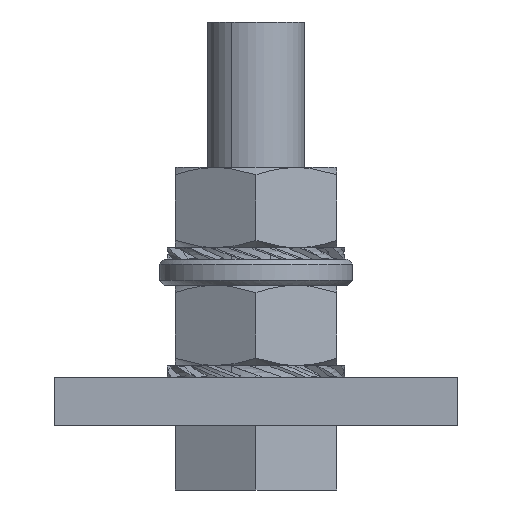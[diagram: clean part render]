
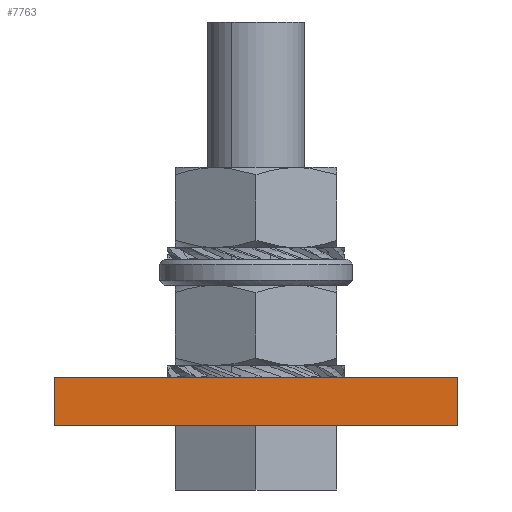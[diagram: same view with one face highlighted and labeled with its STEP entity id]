
A CAD part, left-side view. The second image highlights one B-rep face of the part: STEP entity #7763.
In plain terms, the highlighted planar face has unit normal (-1, 0, 0).
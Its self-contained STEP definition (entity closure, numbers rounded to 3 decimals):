
#19 = DIRECTION ( 'NONE',  ( 0., 0., -1. ) ) ;
#123 = VERTEX_POINT ( 'NONE', #7216 ) ;
#309 = CARTESIAN_POINT ( 'NONE',  ( -241.5, 12.5, 1.5 ) ) ;
#386 = EDGE_CURVE ( 'NONE', #1044, #3042, #7394, .T. ) ;
#469 = LINE ( 'NONE', #1798, #8117 ) ;
#531 = EDGE_CURVE ( 'NONE', #123, #1044, #678, .T. ) ;
#678 = LINE ( 'NONE', #6658, #2606 ) ;
#686 = ORIENTED_EDGE ( 'NONE', *, *, #2541, .T. ) ;
#729 = ORIENTED_EDGE ( 'NONE', *, *, #531, .F. ) ;
#932 = PLANE ( 'NONE',  #5951 ) ;
#1000 = DIRECTION ( 'NONE',  ( 0., 0., -1. ) ) ;
#1044 = VERTEX_POINT ( 'NONE', #3981 ) ;
#1214 = EDGE_LOOP ( 'NONE', ( #4319, #5792, #729, #686 ) ) ;
#1798 = CARTESIAN_POINT ( 'NONE',  ( -241.5, 12.5, -1.5 ) ) ;
#2541 = EDGE_CURVE ( 'NONE', #123, #6579, #5684, .T. ) ;
#2606 = VECTOR ( 'NONE', #5973, 1000. ) ;
#3042 = VERTEX_POINT ( 'NONE', #5676 ) ;
#3579 = CARTESIAN_POINT ( 'NONE',  ( -241.5, 12.5, 1.5 ) ) ;
#3907 = EDGE_CURVE ( 'NONE', #6579, #3042, #469, .T. ) ;
#3981 = CARTESIAN_POINT ( 'NONE',  ( -241.5, -12.5, 1.5 ) ) ;
#4297 = FACE_OUTER_BOUND ( 'NONE', #1214, .T. ) ;
#4319 = ORIENTED_EDGE ( 'NONE', *, *, #3907, .T. ) ;
#4501 = DIRECTION ( 'NONE',  ( 0., -1., 0. ) ) ;
#4634 = CARTESIAN_POINT ( 'NONE',  ( -241.5, -12.5, 1.5 ) ) ;
#5075 = DIRECTION ( 'NONE',  ( 0., 0., -1. ) ) ;
#5676 = CARTESIAN_POINT ( 'NONE',  ( -241.5, -12.5, -1.5 ) ) ;
#5684 = LINE ( 'NONE', #3579, #8394 ) ;
#5792 = ORIENTED_EDGE ( 'NONE', *, *, #386, .F. ) ;
#5810 = CARTESIAN_POINT ( 'NONE',  ( -241.5, 12.5, -1.5 ) ) ;
#5951 = AXIS2_PLACEMENT_3D ( 'NONE', #309, #6372, #5075 ) ;
#5973 = DIRECTION ( 'NONE',  ( 0., -1., 0. ) ) ;
#6372 = DIRECTION ( 'NONE',  ( 1., 0., 0. ) ) ;
#6579 = VERTEX_POINT ( 'NONE', #5810 ) ;
#6658 = CARTESIAN_POINT ( 'NONE',  ( -241.5, 12.5, 1.5 ) ) ;
#6830 = VECTOR ( 'NONE', #19, 1000. ) ;
#7216 = CARTESIAN_POINT ( 'NONE',  ( -241.5, 12.5, 1.5 ) ) ;
#7394 = LINE ( 'NONE', #4634, #6830 ) ;
#7763 = ADVANCED_FACE ( 'NONE', ( #4297 ), #932, .F. ) ;
#8117 = VECTOR ( 'NONE', #4501, 1000. ) ;
#8394 = VECTOR ( 'NONE', #1000, 1000. ) ;
